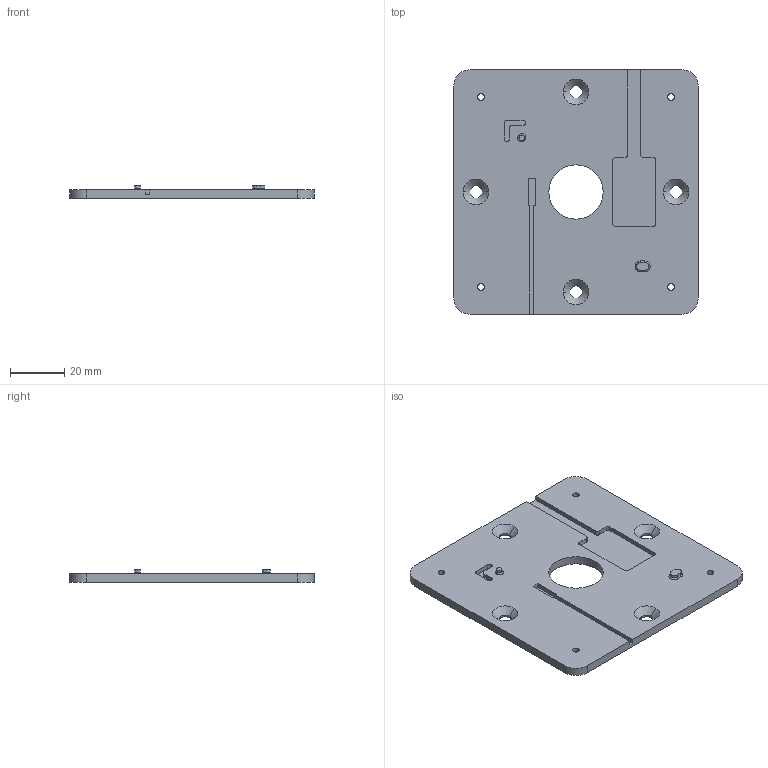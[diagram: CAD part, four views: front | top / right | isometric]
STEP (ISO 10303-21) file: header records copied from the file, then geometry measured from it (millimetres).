
FILE_DESCRIPTION (( 'STEP AP214' ), '1' );
FILE_NAME ('D1000708-v2_aLIGO TCS HARTMANN SENSOR CAMERA SPACER PLATE.STEP', '2010-05-12T00:55:56', ( 'LIGO' ), ( 'CALTECH' ), 'SwSTEP 2.0', 'SolidWorks 2009', '' );
FILE_SCHEMA (( 'AUTOMOTIVE_DESIGN' ));
Length unit declared in the file: millimetre
Products named in the file (1): D1000708-v2_aLIGO TCS HARTMANN SENSOR CAMERA SPACER PLATE
Bounding box: 90 x 90 x 4.7 mm (x, y, z)
Volume: 23204.4 mm3; surface area: 17371.2 mm2
Topology: 1 solids, 1 shells, 89 faces, 238 edges, 154 vertices
Faces by surface type: cylinder 47, plane 29, cone 8, torus 5
Entity records: 2881 total; most frequent: DIRECTION 529, CARTESIAN_POINT 482, ORIENTED_EDGE 476, EDGE_CURVE 238, AXIS2_PLACEMENT_3D 201, VERTEX_POINT 154, VECTOR 127, LINE 127
